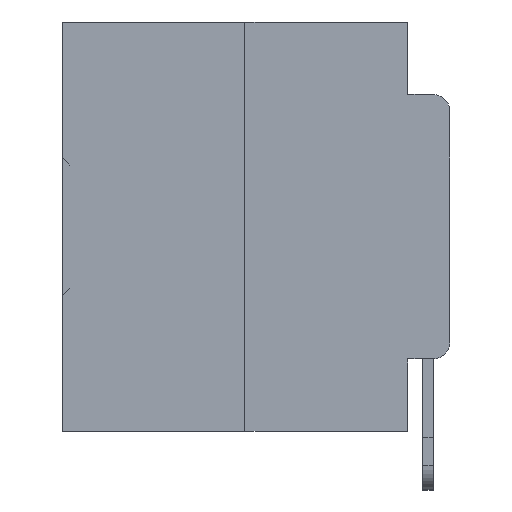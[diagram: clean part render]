
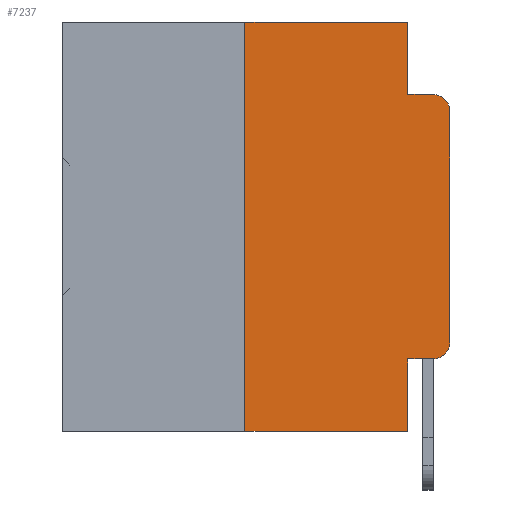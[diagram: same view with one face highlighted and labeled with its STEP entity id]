
A CAD part, left-side view. The second image highlights one B-rep face of the part: STEP entity #7237.
In plain terms, the highlighted planar face has unit normal (-1, 0, 0).
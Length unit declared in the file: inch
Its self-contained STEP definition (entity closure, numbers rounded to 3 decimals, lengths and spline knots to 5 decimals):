
#357 = ORIENTED_EDGE ( 'NONE', *, *, #12871, .F. ) ;
#909 = DIRECTION ( 'NONE',  ( 0., -1., 0. ) ) ;
#949 = ORIENTED_EDGE ( 'NONE', *, *, #3064, .T. ) ;
#1051 = CARTESIAN_POINT ( 'NONE',  ( 0., 0.25, -0.5 ) ) ;
#1067 = VECTOR ( 'NONE', #34203, 39.37008 ) ;
#1175 = ORIENTED_EDGE ( 'NONE', *, *, #13598, .F. ) ;
#1331 = CARTESIAN_POINT ( 'NONE',  ( 0., 0.02, -0.1085 ) ) ;
#1766 = CARTESIAN_POINT ( 'NONE',  ( 0., 0.473, 0. ) ) ;
#2505 = DIRECTION ( 'NONE',  ( 0., -1., 0. ) ) ;
#2625 = VERTEX_POINT ( 'NONE', #20210 ) ;
#2627 = CARTESIAN_POINT ( 'NONE',  ( 0., 0.051, 0. ) ) ;
#2802 = ORIENTED_EDGE ( 'NONE', *, *, #31312, .F. ) ;
#2908 = CIRCLE ( 'NONE', #16159, 0.02 ) ;
#3064 = EDGE_CURVE ( 'NONE', #10158, #32118, #15250, .T. ) ;
#3121 = VECTOR ( 'NONE', #16918, 39.37008 ) ;
#3562 = ORIENTED_EDGE ( 'NONE', *, *, #12159, .T. ) ;
#3783 = VECTOR ( 'NONE', #909, 39.37008 ) ;
#4092 = ORIENTED_EDGE ( 'NONE', *, *, #35521, .F. ) ;
#4420 = DIRECTION ( 'NONE',  ( 0., 0., -1. ) ) ;
#5328 = ORIENTED_EDGE ( 'NONE', *, *, #10125, .F. ) ;
#5791 = VERTEX_POINT ( 'NONE', #29866 ) ;
#6342 = ORIENTED_EDGE ( 'NONE', *, *, #25153, .T. ) ;
#6856 = CARTESIAN_POINT ( 'NONE',  ( 0., 0., 0. ) ) ;
#7237 = ADVANCED_FACE ( 'NONE', ( #26830 ), #16568, .F. ) ;
#7396 = CARTESIAN_POINT ( 'NONE',  ( 0., 0.02, -0.3915 ) ) ;
#7465 = CARTESIAN_POINT ( 'NONE',  ( 0., 0., -0.3915 ) ) ;
#8054 = DIRECTION ( 'NONE',  ( 0., -1., 0. ) ) ;
#9097 = ORIENTED_EDGE ( 'NONE', *, *, #12376, .T. ) ;
#10104 = ORIENTED_EDGE ( 'NONE', *, *, #23523, .T. ) ;
#10125 = EDGE_CURVE ( 'NONE', #33891, #32013, #33615, .T. ) ;
#10158 = VERTEX_POINT ( 'NONE', #1051 ) ;
#10343 = DIRECTION ( 'NONE',  ( 0., 0., -1. ) ) ;
#12064 = AXIS2_PLACEMENT_3D ( 'NONE', #1331, #21603, #4420 ) ;
#12159 = EDGE_CURVE ( 'NONE', #2625, #31544, #32199, .T. ) ;
#12376 = EDGE_CURVE ( 'NONE', #35068, #35435, #13260, .T. ) ;
#12871 = EDGE_CURVE ( 'NONE', #10158, #33891, #25824, .T. ) ;
#13260 = LINE ( 'NONE', #6856, #15078 ) ;
#13598 = EDGE_CURVE ( 'NONE', #5791, #24081, #30882, .T. ) ;
#14079 = CARTESIAN_POINT ( 'NONE',  ( 0., 0.25, 0. ) ) ;
#14333 = AXIS2_PLACEMENT_3D ( 'NONE', #1766, #35512, #19351 ) ;
#14467 = CARTESIAN_POINT ( 'NONE',  ( 0., 0.051, 0. ) ) ;
#14725 = CARTESIAN_POINT ( 'NONE',  ( 0., 0., -0.1085 ) ) ;
#14960 = CARTESIAN_POINT ( 'NONE',  ( 0., 0.051, -0.5 ) ) ;
#15078 = VECTOR ( 'NONE', #26507, 39.37008 ) ;
#15250 = LINE ( 'NONE', #34788, #16140 ) ;
#15346 = CARTESIAN_POINT ( 'NONE',  ( 0., 0.02, -0.4115 ) ) ;
#15348 = CIRCLE ( 'NONE', #12064, 0.02 ) ;
#16024 = EDGE_LOOP ( 'NONE', ( #9097, #10104, #1175, #4092, #5328, #357, #949, #2802, #3562, #6342 ) ) ;
#16140 = VECTOR ( 'NONE', #24060, 39.37008 ) ;
#16159 = AXIS2_PLACEMENT_3D ( 'NONE', #7396, #26995, #10343 ) ;
#16568 = PLANE ( 'NONE',  #14333 ) ;
#16642 = CARTESIAN_POINT ( 'NONE',  ( 0., 0.051, -0.4115 ) ) ;
#16781 = LINE ( 'NONE', #31546, #1067 ) ;
#16918 = DIRECTION ( 'NONE',  ( 0., 0., 1. ) ) ;
#18213 = LINE ( 'NONE', #2627, #24567 ) ;
#18502 = CARTESIAN_POINT ( 'NONE',  ( 0., 0.473, 0. ) ) ;
#19351 = DIRECTION ( 'NONE',  ( 0., 0., -1. ) ) ;
#19992 = DIRECTION ( 'NONE',  ( 0., 0., -1. ) ) ;
#20210 = CARTESIAN_POINT ( 'NONE',  ( 0., 0.051, -0.4115 ) ) ;
#21603 = DIRECTION ( 'NONE',  ( -1., 0., 0. ) ) ;
#22596 = CARTESIAN_POINT ( 'NONE',  ( 0., 0.051, -0.0885 ) ) ;
#23523 = EDGE_CURVE ( 'NONE', #35435, #24081, #15348, .T. ) ;
#23598 = VECTOR ( 'NONE', #2505, 39.37008 ) ;
#24060 = DIRECTION ( 'NONE',  ( 0., -1., 0. ) ) ;
#24081 = VERTEX_POINT ( 'NONE', #34627 ) ;
#24567 = VECTOR ( 'NONE', #19992, 39.37008 ) ;
#25153 = EDGE_CURVE ( 'NONE', #31544, #35068, #2908, .T. ) ;
#25824 = LINE ( 'NONE', #14079, #3121 ) ;
#26507 = DIRECTION ( 'NONE',  ( 0., 0., 1. ) ) ;
#26830 = FACE_OUTER_BOUND ( 'NONE', #16024, .T. ) ;
#26995 = DIRECTION ( 'NONE',  ( -1., 0., 0. ) ) ;
#29866 = CARTESIAN_POINT ( 'NONE',  ( 0., 0.051, -0.0885 ) ) ;
#30882 = LINE ( 'NONE', #22596, #23598 ) ;
#31312 = EDGE_CURVE ( 'NONE', #2625, #32118, #18213, .T. ) ;
#31388 = VECTOR ( 'NONE', #8054, 39.37008 ) ;
#31544 = VERTEX_POINT ( 'NONE', #15346 ) ;
#31546 = CARTESIAN_POINT ( 'NONE',  ( 0., 0.051, 0. ) ) ;
#32013 = VERTEX_POINT ( 'NONE', #14467 ) ;
#32118 = VERTEX_POINT ( 'NONE', #14960 ) ;
#32199 = LINE ( 'NONE', #16642, #31388 ) ;
#33615 = LINE ( 'NONE', #18502, #3783 ) ;
#33662 = CARTESIAN_POINT ( 'NONE',  ( 0., 0.25, 0. ) ) ;
#33891 = VERTEX_POINT ( 'NONE', #33662 ) ;
#34203 = DIRECTION ( 'NONE',  ( 0., 0., -1. ) ) ;
#34627 = CARTESIAN_POINT ( 'NONE',  ( 0., 0.02, -0.0885 ) ) ;
#34788 = CARTESIAN_POINT ( 'NONE',  ( 0., 0.473, -0.5 ) ) ;
#35068 = VERTEX_POINT ( 'NONE', #7465 ) ;
#35435 = VERTEX_POINT ( 'NONE', #14725 ) ;
#35512 = DIRECTION ( 'NONE',  ( 1., 0., 0. ) ) ;
#35521 = EDGE_CURVE ( 'NONE', #32013, #5791, #16781, .T. ) ;
